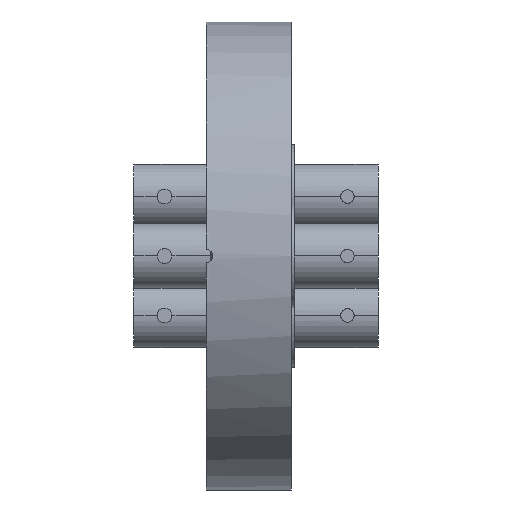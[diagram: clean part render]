
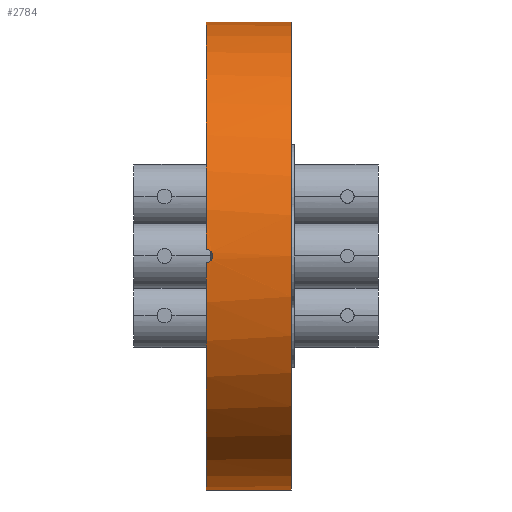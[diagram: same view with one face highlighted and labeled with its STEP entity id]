
A CAD part, left-side view. The second image highlights one B-rep face of the part: STEP entity #2784.
In plain terms, the highlighted cylindrical face has radius 34.95 mm (diameter 69.9 mm), a partial arc.
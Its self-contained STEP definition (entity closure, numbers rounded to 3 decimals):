
#1 = CARTESIAN_POINT ( 'NONE',  ( -34.95, -1., 0.131 ) ) ;
#3 = EDGE_CURVE ( 'NONE', #1944, #3290, #2922, .T. ) ;
#37 = DIRECTION ( 'NONE',  ( 0., 1., 0. ) ) ;
#99 = DIRECTION ( 'NONE',  ( 0., 0., 1. ) ) ;
#304 = CARTESIAN_POINT ( 'NONE',  ( -34.945, -0.799, 0.615 ) ) ;
#349 = CIRCLE ( 'NONE', #1384, 34.95 ) ;
#527 = CARTESIAN_POINT ( 'NONE',  ( -34.939, -0.521, -0.893 ) ) ;
#577 = DIRECTION ( 'NONE',  ( 0., 0., 1. ) ) ;
#658 = CYLINDRICAL_SURFACE ( 'NONE', #2180, 34.95 ) ;
#688 = CIRCLE ( 'NONE', #1768, 34.95 ) ;
#771 = CARTESIAN_POINT ( 'NONE',  ( -34.949, -0.974, 0.263 ) ) ;
#776 = CARTESIAN_POINT ( 'NONE',  ( -34.936, 0., 1. ) ) ;
#819 = CARTESIAN_POINT ( 'NONE',  ( -34.939, -0.504, 0.874 ) ) ;
#827 = DIRECTION ( 'NONE',  ( 0., 0., 1. ) ) ;
#850 = FACE_OUTER_BOUND ( 'NONE', #3100, .T. ) ;
#908 = CARTESIAN_POINT ( 'NONE',  ( 0., 0., 34.95 ) ) ;
#1013 = DIRECTION ( 'NONE',  ( 0., 1., 0. ) ) ;
#1015 = VERTEX_POINT ( 'NONE', #776 ) ;
#1032 = CARTESIAN_POINT ( 'NONE',  ( -34.936, 0., 1. ) ) ;
#1048 = CARTESIAN_POINT ( 'NONE',  ( -34.941, -0.615, 0.799 ) ) ;
#1083 = CARTESIAN_POINT ( 'NONE',  ( -34.945, -0.801, -0.613 ) ) ;
#1194 = CARTESIAN_POINT ( 'NONE',  ( 0., -12.7, 34.95 ) ) ;
#1271 = CARTESIAN_POINT ( 'NONE',  ( -34.936, -0.132, 1. ) ) ;
#1299 = EDGE_CURVE ( 'NONE', #1340, #2814, #2816, .T. ) ;
#1340 = VERTEX_POINT ( 'NONE', #1194 ) ;
#1371 = DIRECTION ( 'NONE',  ( 0., 1., 0. ) ) ;
#1384 = AXIS2_PLACEMENT_3D ( 'NONE', #2747, #1453, #2471 ) ;
#1398 = VERTEX_POINT ( 'NONE', #2516 ) ;
#1453 = DIRECTION ( 'NONE',  ( 0., 1., 0. ) ) ;
#1520 = EDGE_CURVE ( 'NONE', #1015, #1398, #2084, .T. ) ;
#1567 = CARTESIAN_POINT ( 'NONE',  ( -34.947, -0.874, -0.503 ) ) ;
#1569 = EDGE_CURVE ( 'NONE', #1944, #1340, #3083, .T. ) ;
#1623 = CARTESIAN_POINT ( 'NONE',  ( 0., -12.7, 0. ) ) ;
#1767 = CARTESIAN_POINT ( 'NONE',  ( 0., -12.7, 34.95 ) ) ;
#1768 = AXIS2_PLACEMENT_3D ( 'NONE', #2485, #1947, #99 ) ;
#1796 = CARTESIAN_POINT ( 'NONE',  ( -34.949, -0.974, -0.261 ) ) ;
#1814 = CARTESIAN_POINT ( 'NONE',  ( -34.95, -1., -0.13 ) ) ;
#1944 = VERTEX_POINT ( 'NONE', #2906 ) ;
#1947 = DIRECTION ( 'NONE',  ( 0., 1., 0. ) ) ;
#2057 = CARTESIAN_POINT ( 'NONE',  ( -34.947, -0.874, 0.503 ) ) ;
#2084 = B_SPLINE_CURVE_WITH_KNOTS ( 'NONE', 3,
 ( #1032, #1271, #3116, #819, #1048, #304, #2057, #771, #1, #1814, #1796, #1567, #1083, #527, #2591, #2625 ),
 .UNSPECIFIED., .F., .F.,
 ( 4, 2, 2, 2, 2, 2, 2, 4 ),
 ( 0., 0., 0.001, 0.001, 0.002, 0.002, 0.002, 0.003 ),
 .UNSPECIFIED. ) ;
#2180 = AXIS2_PLACEMENT_3D ( 'NONE', #1623, #1371, #827 ) ;
#2200 = ORIENTED_EDGE ( 'NONE', *, *, #2271, .F. ) ;
#2248 = DIRECTION ( 'NONE',  ( 0., 1., 0. ) ) ;
#2271 = EDGE_CURVE ( 'NONE', #1015, #2814, #688, .T. ) ;
#2304 = ORIENTED_EDGE ( 'NONE', *, *, #1299, .T. ) ;
#2471 = DIRECTION ( 'NONE',  ( 0., 0., 1. ) ) ;
#2485 = CARTESIAN_POINT ( 'NONE',  ( 0., 0., 0. ) ) ;
#2495 = AXIS2_PLACEMENT_3D ( 'NONE', #3136, #37, #577 ) ;
#2516 = CARTESIAN_POINT ( 'NONE',  ( -34.936, 0., -1. ) ) ;
#2566 = EDGE_CURVE ( 'NONE', #3290, #1398, #349, .T. ) ;
#2591 = CARTESIAN_POINT ( 'NONE',  ( -34.936, -0.264, -1. ) ) ;
#2625 = CARTESIAN_POINT ( 'NONE',  ( -34.936, 0., -1. ) ) ;
#2638 = ORIENTED_EDGE ( 'NONE', *, *, #2566, .F. ) ;
#2747 = CARTESIAN_POINT ( 'NONE',  ( 0., 0., 0. ) ) ;
#2784 = ADVANCED_FACE ( 'NONE', ( #850 ), #658, .T. ) ;
#2814 = VERTEX_POINT ( 'NONE', #908 ) ;
#2816 = LINE ( 'NONE', #1767, #2982 ) ;
#2906 = CARTESIAN_POINT ( 'NONE',  ( 0., -12.7, -34.95 ) ) ;
#2922 = LINE ( 'NONE', #3193, #3126 ) ;
#2982 = VECTOR ( 'NONE', #2248, 1000. ) ;
#3048 = CARTESIAN_POINT ( 'NONE',  ( 0., 0., -34.95 ) ) ;
#3083 = CIRCLE ( 'NONE', #2495, 34.95 ) ;
#3100 = EDGE_LOOP ( 'NONE', ( #3258, #3303, #2304, #2200, #3331, #2638 ) ) ;
#3116 = CARTESIAN_POINT ( 'NONE',  ( -34.936, -0.262, 0.974 ) ) ;
#3126 = VECTOR ( 'NONE', #1013, 1000. ) ;
#3136 = CARTESIAN_POINT ( 'NONE',  ( 0., -12.7, 0. ) ) ;
#3193 = CARTESIAN_POINT ( 'NONE',  ( 0., -12.7, -34.95 ) ) ;
#3258 = ORIENTED_EDGE ( 'NONE', *, *, #3, .F. ) ;
#3290 = VERTEX_POINT ( 'NONE', #3048 ) ;
#3303 = ORIENTED_EDGE ( 'NONE', *, *, #1569, .T. ) ;
#3331 = ORIENTED_EDGE ( 'NONE', *, *, #1520, .T. ) ;
